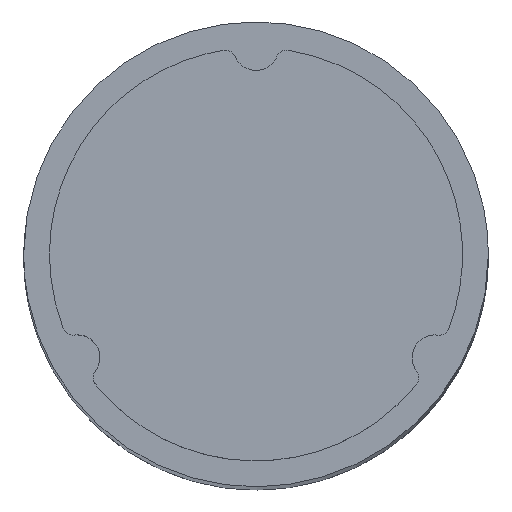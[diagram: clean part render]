
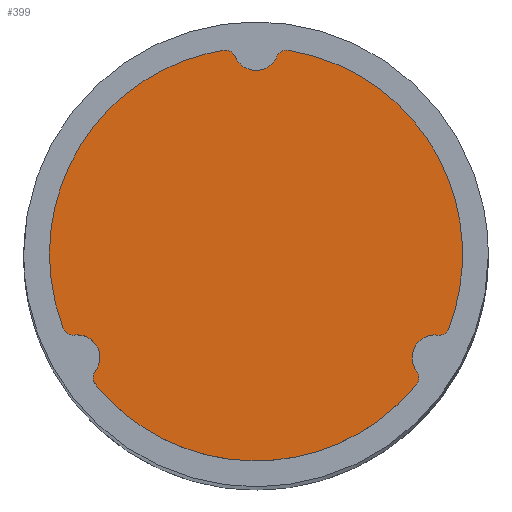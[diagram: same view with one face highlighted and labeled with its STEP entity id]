
A CAD part, top view. The second image highlights one B-rep face of the part: STEP entity #399.
In plain terms, the highlighted planar face has unit normal (0, 0, 1).
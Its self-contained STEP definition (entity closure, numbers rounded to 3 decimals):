
#399=ADVANCED_FACE('',(#673),#4008,.T.);
#673=FACE_OUTER_BOUND('',#968,.T.);
#968=EDGE_LOOP('',(#2240,#2241,#2242,#2243,#2244,#2245));
#2240=ORIENTED_EDGE('',*,*,#2901,.F.);
#2241=ORIENTED_EDGE('',*,*,#2898,.F.);
#2242=ORIENTED_EDGE('',*,*,#2895,.F.);
#2243=ORIENTED_EDGE('',*,*,#2892,.F.);
#2244=ORIENTED_EDGE('',*,*,#2889,.F.);
#2245=ORIENTED_EDGE('',*,*,#2885,.F.);
#2885=EDGE_CURVE('',#3932,#3933,#3281,.T.);
#2889=EDGE_CURVE('',#3933,#3936,#3285,.T.);
#2892=EDGE_CURVE('',#3936,#3938,#3288,.T.);
#2895=EDGE_CURVE('',#3938,#3940,#3291,.T.);
#2898=EDGE_CURVE('',#3940,#3942,#3294,.T.);
#2901=EDGE_CURVE('',#3942,#3932,#3297,.T.);
#3281=(
BOUNDED_CURVE()
B_SPLINE_CURVE(2,(#16524,#16525,#16526,#16527,#16528),.UNSPECIFIED.,.F.,
 .F.)
B_SPLINE_CURVE_WITH_KNOTS((3,2,3),(0.,5.174,10.348),
 .UNSPECIFIED.)
CURVE()
GEOMETRIC_REPRESENTATION_ITEM()
RATIONAL_B_SPLINE_CURVE((1.,0.832,1.,0.832,1.))
REPRESENTATION_ITEM('')
);
#3285=(
BOUNDED_CURVE()
B_SPLINE_CURVE(2,(#16538,#16539,#16540,#16541,#16542,#16543,#16544,#16545,
#16546),.UNSPECIFIED.,.F.,.F.)
B_SPLINE_CURVE_WITH_KNOTS((3,2,2,2,3),(10.348,13.012,
48.656,84.301,86.965),.UNSPECIFIED.)
CURVE()
GEOMETRIC_REPRESENTATION_ITEM()
RATIONAL_B_SPLINE_CURVE((1.,0.786,1.,0.902,1.,0.902,
1.,0.786,1.))
REPRESENTATION_ITEM('')
);
#3288=(
BOUNDED_CURVE()
B_SPLINE_CURVE(2,(#16558,#16559,#16560,#16561,#16562),.UNSPECIFIED.,.F.,
 .F.)
B_SPLINE_CURVE_WITH_KNOTS((3,2,3),(86.965,92.139,97.313),
 .UNSPECIFIED.)
CURVE()
GEOMETRIC_REPRESENTATION_ITEM()
RATIONAL_B_SPLINE_CURVE((1.,0.832,1.,0.832,1.))
REPRESENTATION_ITEM('')
);
#3291=(
BOUNDED_CURVE()
B_SPLINE_CURVE(2,(#16570,#16571,#16572,#16573,#16574,#16575,#16576,#16577,
#16578),.UNSPECIFIED.,.F.,.F.)
B_SPLINE_CURVE_WITH_KNOTS((3,2,2,2,3),(97.313,99.977,
135.621,171.265,173.929),.UNSPECIFIED.)
CURVE()
GEOMETRIC_REPRESENTATION_ITEM()
RATIONAL_B_SPLINE_CURVE((1.,0.786,1.,0.902,1.,0.902,
1.,0.786,1.))
REPRESENTATION_ITEM('')
);
#3294=(
BOUNDED_CURVE()
B_SPLINE_CURVE(2,(#16590,#16591,#16592,#16593,#16594),.UNSPECIFIED.,.F.,
 .F.)
B_SPLINE_CURVE_WITH_KNOTS((3,2,3),(173.929,179.103,184.277),
 .UNSPECIFIED.)
CURVE()
GEOMETRIC_REPRESENTATION_ITEM()
RATIONAL_B_SPLINE_CURVE((1.,0.832,1.,0.832,1.))
REPRESENTATION_ITEM('')
);
#3297=(
BOUNDED_CURVE()
B_SPLINE_CURVE(2,(#16602,#16603,#16604,#16605,#16606,#16607,#16608,#16609,
#16610),.UNSPECIFIED.,.F.,.F.)
B_SPLINE_CURVE_WITH_KNOTS((3,2,2,2,3),(184.277,186.941,
222.585,258.23,260.894),.UNSPECIFIED.)
CURVE()
GEOMETRIC_REPRESENTATION_ITEM()
RATIONAL_B_SPLINE_CURVE((1.,0.786,1.,0.902,1.,0.902,
1.,0.786,1.))
REPRESENTATION_ITEM('')
);
#3932=VERTEX_POINT('',#16512);
#3933=VERTEX_POINT('',#16513);
#3936=VERTEX_POINT('',#16516);
#3938=VERTEX_POINT('',#16518);
#3940=VERTEX_POINT('',#16520);
#3942=VERTEX_POINT('',#16522);
#4008=PLANE('',#4360);
#4360=AXIS2_PLACEMENT_3D('',#16510,#4504,$);
#4504=DIRECTION('',(0.,0.,1.));
#16510=CARTESIAN_POINT('',(-50.,60.98,-265.116));
#16512=CARTESIAN_POINT('',(-4.061,49.807,-265.116));
#16513=CARTESIAN_POINT('',(4.061,49.807,-265.116));
#16516=CARTESIAN_POINT('',(35.206,-4.136,-265.116));
#16518=CARTESIAN_POINT('',(31.144,-11.171,-265.116));
#16520=CARTESIAN_POINT('',(-31.144,-11.171,-265.116));
#16522=CARTESIAN_POINT('',(-35.206,-4.136,-265.116));
#16524=CARTESIAN_POINT('',(-4.061,49.807,-265.116));
#16525=CARTESIAN_POINT('',(-2.933,47.1,-265.116));
#16526=CARTESIAN_POINT('',(0.,47.1,-265.116));
#16527=CARTESIAN_POINT('',(2.933,47.1,-265.116));
#16528=CARTESIAN_POINT('',(4.061,49.807,-265.116));
#16538=CARTESIAN_POINT('',(4.061,49.807,-265.116));
#16539=CARTESIAN_POINT('',(4.666,51.258,-265.116));
#16540=CARTESIAN_POINT('',(6.218,51.014,-265.116));
#16541=CARTESIAN_POINT('',(25.089,48.044,-265.116));
#16542=CARTESIAN_POINT('',(34.641,31.5,-265.116));
#16543=CARTESIAN_POINT('',(44.193,14.956,-265.116));
#16544=CARTESIAN_POINT('',(37.329,-2.872,-265.116));
#16545=CARTESIAN_POINT('',(36.764,-4.338,-265.116));
#16546=CARTESIAN_POINT('',(35.206,-4.136,-265.116));
#16558=CARTESIAN_POINT('',(35.206,-4.136,-265.116));
#16559=CARTESIAN_POINT('',(32.297,-3.76,-265.116));
#16560=CARTESIAN_POINT('',(30.831,-6.3,-265.116));
#16561=CARTESIAN_POINT('',(29.364,-8.84,-265.116));
#16562=CARTESIAN_POINT('',(31.144,-11.171,-265.116));
#16570=CARTESIAN_POINT('',(31.144,-11.171,-265.116));
#16571=CARTESIAN_POINT('',(32.098,-12.42,-265.116));
#16572=CARTESIAN_POINT('',(31.111,-13.642,-265.116));
#16573=CARTESIAN_POINT('',(19.103,-28.5,-265.116));
#16574=CARTESIAN_POINT('',(0.,-28.5,-265.116));
#16575=CARTESIAN_POINT('',(-19.103,-28.5,-265.116));
#16576=CARTESIAN_POINT('',(-31.111,-13.642,-265.116));
#16577=CARTESIAN_POINT('',(-32.098,-12.42,-265.116));
#16578=CARTESIAN_POINT('',(-31.144,-11.171,-265.116));
#16590=CARTESIAN_POINT('',(-31.144,-11.171,-265.116));
#16591=CARTESIAN_POINT('',(-29.364,-8.84,-265.116));
#16592=CARTESIAN_POINT('',(-30.831,-6.3,-265.116));
#16593=CARTESIAN_POINT('',(-32.297,-3.76,-265.116));
#16594=CARTESIAN_POINT('',(-35.206,-4.136,-265.116));
#16602=CARTESIAN_POINT('',(-35.206,-4.136,-265.116));
#16603=CARTESIAN_POINT('',(-36.764,-4.338,-265.116));
#16604=CARTESIAN_POINT('',(-37.329,-2.872,-265.116));
#16605=CARTESIAN_POINT('',(-44.193,14.956,-265.116));
#16606=CARTESIAN_POINT('',(-34.641,31.5,-265.116));
#16607=CARTESIAN_POINT('',(-25.089,48.044,-265.116));
#16608=CARTESIAN_POINT('',(-6.218,51.014,-265.116));
#16609=CARTESIAN_POINT('',(-4.666,51.258,-265.116));
#16610=CARTESIAN_POINT('',(-4.061,49.807,-265.116));
